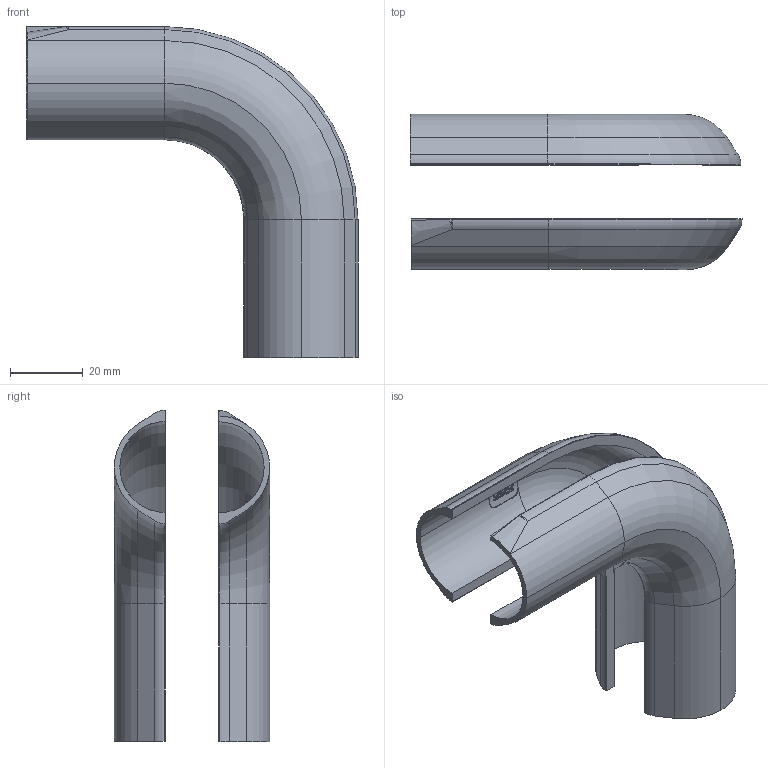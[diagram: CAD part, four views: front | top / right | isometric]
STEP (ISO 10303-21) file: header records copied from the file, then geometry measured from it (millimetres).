
FILE_DESCRIPTION(('CoCreate Modeling STEP Export'),'2;1');
FILE_NAME('2153868_KSTP1.stp','2018-07-26T12:35:58',(''),(''),'CoCreate Modeling STEP processor for AP214 (Solid Model)','CoCreate Modeling 16.00D 29-May-2009 (C) Parametric Technology GmbH','');
FILE_SCHEMA(('AUTOMOTIVE_DESIGN { 1 0 10303 214 1 1 1 1 }'));
Length unit declared in the file: millimetre
Products named in the file (4): Bogen-Haelfte.1; Bogen-Haelfte.1.1
Assembly tree (2 placements, depth 2):
  Bogen-Haelfte.1
    Bogen-Haelfte.1
  Bogen-Haelfte.1.1
    Bogen-Haelfte.1.1
Bounding box: 91.49 x 42.79 x 91.28 mm (x, y, z)
Volume: 20012.4 mm3; surface area: 24852 mm2
Topology: 2 solids, 2 shells, 590 faces, 1687 edges, 1109 vertices
Faces by surface type: plane 413, cylinder 157, torus 12, cone 5, bspline 3
Entity records: 20811 total; most frequent: CARTESIAN_POINT 5244, ORIENTED_EDGE 3374, DIRECTION 3271, EDGE_CURVE 1687, AXIS2_PLACEMENT_3D 1285, VERTEX_POINT 1109, VECTOR 701, LINE 701
